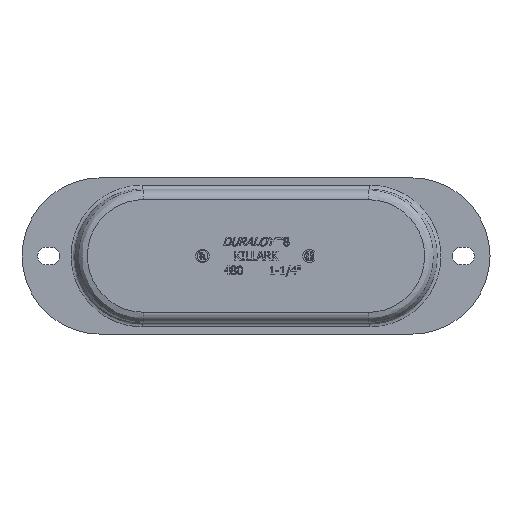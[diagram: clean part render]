
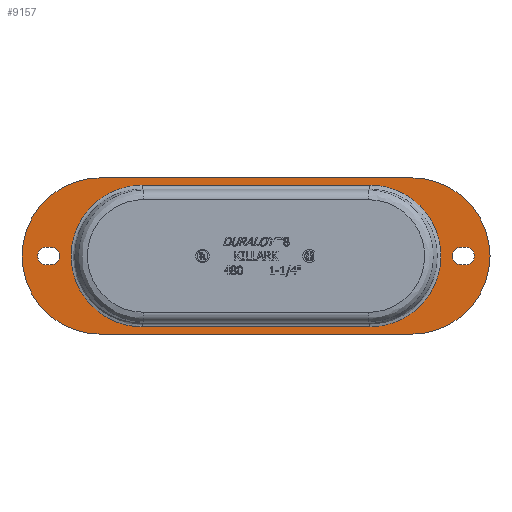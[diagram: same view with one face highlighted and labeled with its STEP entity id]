
A CAD part, top view. The second image highlights one B-rep face of the part: STEP entity #9157.
In plain terms, the highlighted planar face has unit normal (0, 0, 1).
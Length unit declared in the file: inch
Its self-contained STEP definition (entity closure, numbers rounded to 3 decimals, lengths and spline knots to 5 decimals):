
#357=B_SPLINE_CURVE_WITH_KNOTS('',3,(#15687,#15688,#15689,#15690,#15691,
#15692,#15693,#15694,#15695,#15696,#15697),.UNSPECIFIED.,.F.,.F.,(4,1,1,
1,1,1,1,1,4),(-7.88851,-6.76158,-5.63465,-4.50772,
-3.38079,-2.25386,-1.12693,-0.56346,
0.),.UNSPECIFIED.);
#359=B_SPLINE_CURVE_WITH_KNOTS('',3,(#15780,#15781,#15782,#15783,#15784,
#15785,#15786,#15787,#15788,#15789,#15790,#15791),.UNSPECIFIED.,.F.,.F.,
(4,1,1,1,1,1,1,1,1,4),(-7.88851,-6.76158,-5.63465,
-4.50772,-3.38079,-2.81732,-2.25386,
-1.12693,-0.56346,0.),
 .UNSPECIFIED.);
#420=FACE_BOUND('',#1731,.T.);
#421=FACE_BOUND('',#1732,.T.);
#422=FACE_BOUND('',#1733,.T.);
#738=PLANE('',#9590);
#1202=FACE_OUTER_BOUND('',#1730,.T.);
#1730=EDGE_LOOP('',(#8135,#8136,#8137,#8138));
#1731=EDGE_LOOP('',(#8139,#8140,#8141,#8142));
#1732=EDGE_LOOP('',(#8143,#8144,#8145,#8146));
#1733=EDGE_LOOP('',(#8147,#8148,#8149,#8150));
#2639=LINE('',#15146,#3576);
#2643=LINE('',#15156,#3580);
#2647=LINE('',#15170,#3584);
#2651=LINE('',#15180,#3588);
#2666=LINE('',#15715,#3603);
#2668=LINE('',#15805,#3605);
#2674=LINE('',#15842,#3611);
#2675=LINE('',#15845,#3612);
#3576=VECTOR('',#11229,0.3937);
#3580=VECTOR('',#11241,0.3937);
#3584=VECTOR('',#11253,0.3937);
#3588=VECTOR('',#11265,0.3937);
#3603=VECTOR('',#11324,0.3937);
#3605=VECTOR('',#11330,0.3937);
#3611=VECTOR('',#11342,0.3937);
#3612=VECTOR('',#11345,0.3937);
#3656=CIRCLE('',#9551,0.1225);
#3658=CIRCLE('',#9555,0.1225);
#3660=CIRCLE('',#9559,0.1225);
#3662=CIRCLE('',#9563,0.1225);
#3677=CIRCLE('',#9591,1.09508);
#3678=CIRCLE('',#9592,1.09508);
#4451=VERTEX_POINT('',#15137);
#4452=VERTEX_POINT('',#15139);
#4454=VERTEX_POINT('',#15145);
#4456=VERTEX_POINT('',#15151);
#4459=VERTEX_POINT('',#15161);
#4460=VERTEX_POINT('',#15163);
#4462=VERTEX_POINT('',#15169);
#4464=VERTEX_POINT('',#15175);
#4486=VERTEX_POINT('',#15684);
#4487=VERTEX_POINT('',#15686);
#4490=VERTEX_POINT('',#15713);
#4492=VERTEX_POINT('',#15778);
#4496=VERTEX_POINT('',#15838);
#4497=VERTEX_POINT('',#15839);
#4498=VERTEX_POINT('',#15841);
#4499=VERTEX_POINT('',#15843);
#5646=EDGE_CURVE('',#4452,#4451,#3656,.T.);
#5649=EDGE_CURVE('',#4454,#4452,#2639,.T.);
#5652=EDGE_CURVE('',#4456,#4454,#3658,.T.);
#5655=EDGE_CURVE('',#4451,#4456,#2643,.T.);
#5658=EDGE_CURVE('',#4460,#4459,#3660,.T.);
#5661=EDGE_CURVE('',#4462,#4460,#2647,.T.);
#5664=EDGE_CURVE('',#4464,#4462,#3662,.T.);
#5667=EDGE_CURVE('',#4459,#4464,#2651,.T.);
#5701=EDGE_CURVE('',#4486,#4487,#357,.T.);
#5705=EDGE_CURVE('',#4490,#4486,#2666,.T.);
#5708=EDGE_CURVE('',#4492,#4490,#359,.T.);
#5710=EDGE_CURVE('',#4487,#4492,#2668,.T.);
#5717=EDGE_CURVE('',#4496,#4497,#3677,.T.);
#5718=EDGE_CURVE('',#4498,#4496,#2674,.T.);
#5719=EDGE_CURVE('',#4499,#4498,#3678,.T.);
#5720=EDGE_CURVE('',#4497,#4499,#2675,.T.);
#8135=ORIENTED_EDGE('',*,*,#5717,.F.);
#8136=ORIENTED_EDGE('',*,*,#5718,.F.);
#8137=ORIENTED_EDGE('',*,*,#5719,.F.);
#8138=ORIENTED_EDGE('',*,*,#5720,.F.);
#8139=ORIENTED_EDGE('',*,*,#5652,.T.);
#8140=ORIENTED_EDGE('',*,*,#5649,.T.);
#8141=ORIENTED_EDGE('',*,*,#5646,.T.);
#8142=ORIENTED_EDGE('',*,*,#5655,.T.);
#8143=ORIENTED_EDGE('',*,*,#5664,.T.);
#8144=ORIENTED_EDGE('',*,*,#5661,.T.);
#8145=ORIENTED_EDGE('',*,*,#5658,.T.);
#8146=ORIENTED_EDGE('',*,*,#5667,.T.);
#8147=ORIENTED_EDGE('',*,*,#5701,.F.);
#8148=ORIENTED_EDGE('',*,*,#5705,.F.);
#8149=ORIENTED_EDGE('',*,*,#5708,.F.);
#8150=ORIENTED_EDGE('',*,*,#5710,.F.);
#9157=ADVANCED_FACE('',(#1202,#420,#421,#422),#738,.T.);
#9551=AXIS2_PLACEMENT_3D('',#15140,#11223,#11224);
#9555=AXIS2_PLACEMENT_3D('',#15152,#11235,#11236);
#9559=AXIS2_PLACEMENT_3D('',#15164,#11247,#11248);
#9563=AXIS2_PLACEMENT_3D('',#15176,#11259,#11260);
#9590=AXIS2_PLACEMENT_3D('',#15837,#11338,#11339);
#9591=AXIS2_PLACEMENT_3D('',#15840,#11340,#11341);
#9592=AXIS2_PLACEMENT_3D('',#15844,#11343,#11344);
#11223=DIRECTION('center_axis',(0.,0.,-1.));
#11224=DIRECTION('ref_axis',(0.,1.,0.));
#11229=DIRECTION('',(1.,0.,0.));
#11235=DIRECTION('center_axis',(0.,0.,-1.));
#11236=DIRECTION('ref_axis',(0.,-1.,0.));
#11241=DIRECTION('',(-1.,0.,0.));
#11247=DIRECTION('center_axis',(0.,0.,-1.));
#11248=DIRECTION('ref_axis',(0.,-1.,0.));
#11253=DIRECTION('',(1.,0.,0.));
#11259=DIRECTION('center_axis',(0.,0.,-1.));
#11260=DIRECTION('ref_axis',(0.,1.,0.));
#11265=DIRECTION('',(-1.,0.,0.));
#11324=DIRECTION('',(-1.,0.,0.));
#11330=DIRECTION('',(1.,0.,0.));
#11338=DIRECTION('center_axis',(0.,0.,1.));
#11339=DIRECTION('ref_axis',(1.,0.,0.));
#11340=DIRECTION('center_axis',(0.,0.,-1.));
#11341=DIRECTION('ref_axis',(0.,1.,0.));
#11342=DIRECTION('',(1.,0.,0.));
#11343=DIRECTION('center_axis',(0.,0.,-1.));
#11344=DIRECTION('ref_axis',(0.,-1.,0.));
#11345=DIRECTION('',(-1.,0.,0.));
#15137=CARTESIAN_POINT('',(-2.86994,-0.1225,0.07874));
#15139=CARTESIAN_POINT('',(-2.86994,0.1225,0.07874));
#15140=CARTESIAN_POINT('Origin',(-2.86994,0.,0.07874));
#15145=CARTESIAN_POINT('',(-2.9399,0.1225,0.07874));
#15146=CARTESIAN_POINT('',(-1.43497,0.1225,0.07874));
#15151=CARTESIAN_POINT('',(-2.9399,-0.1225,0.07874));
#15152=CARTESIAN_POINT('Origin',(-2.9399,0.,
0.07874));
#15156=CARTESIAN_POINT('',(-1.46995,-0.1225,0.07874));
#15161=CARTESIAN_POINT('',(2.9399,-0.1225,0.07874));
#15163=CARTESIAN_POINT('',(2.9399,0.1225,0.07874));
#15164=CARTESIAN_POINT('Origin',(2.9399,0.,
0.07874));
#15169=CARTESIAN_POINT('',(2.86994,0.1225,0.07874));
#15170=CARTESIAN_POINT('',(1.46995,0.1225,0.07874));
#15175=CARTESIAN_POINT('',(2.86994,-0.1225,0.07874));
#15176=CARTESIAN_POINT('Origin',(2.86994,0.,
0.07874));
#15180=CARTESIAN_POINT('',(1.43497,-0.1225,0.07874));
#15684=CARTESIAN_POINT('',(-1.5961,0.99216,0.07874));
#15686=CARTESIAN_POINT('',(-1.5961,-0.99216,0.07874));
#15687=CARTESIAN_POINT('Ctrl Pts',(-1.5961,0.99216,
0.07874));
#15688=CARTESIAN_POINT('Ctrl Pts',(-1.74399,0.99216,
0.07874));
#15689=CARTESIAN_POINT('Ctrl Pts',(-2.04004,0.92548,
0.07874));
#15690=CARTESIAN_POINT('Ctrl Pts',(-2.39969,0.64111,
0.07874));
#15691=CARTESIAN_POINT('Ctrl Pts',(-2.59851,0.22865,
0.07874));
#15692=CARTESIAN_POINT('Ctrl Pts',(-2.59926,-0.22634,
0.07874));
#15693=CARTESIAN_POINT('Ctrl Pts',(-2.40091,-0.63928,
0.07874));
#15694=CARTESIAN_POINT('Ctrl Pts',(-2.10224,-0.87677,
0.07874));
#15695=CARTESIAN_POINT('Ctrl Pts',(-1.81982,-0.97529,
0.07874));
#15696=CARTESIAN_POINT('Ctrl Pts',(-1.67005,-0.99216,
0.07874));
#15697=CARTESIAN_POINT('Ctrl Pts',(-1.5961,-0.99216,
0.07874));
#15713=CARTESIAN_POINT('',(1.5961,0.99216,0.07874));
#15715=CARTESIAN_POINT('',(-0.80482,0.99216,0.07874));
#15778=CARTESIAN_POINT('',(1.5961,-0.99216,0.07874));
#15780=CARTESIAN_POINT('Ctrl Pts',(1.5961,-0.99216,
0.07874));
#15781=CARTESIAN_POINT('Ctrl Pts',(1.74399,-0.99216,
0.07874));
#15782=CARTESIAN_POINT('Ctrl Pts',(2.04013,-0.92555,
0.07874));
#15783=CARTESIAN_POINT('Ctrl Pts',(2.39939,-0.64111,
0.07874));
#15784=CARTESIAN_POINT('Ctrl Pts',(2.59894,-0.22873,
0.07874));
#15785=CARTESIAN_POINT('Ctrl Pts',(2.59873,0.1508,0.07874));
#15786=CARTESIAN_POINT('Ctrl Pts',(2.5004,0.43255,0.07874));
#15787=CARTESIAN_POINT('Ctrl Pts',(2.34128,0.68676,0.07874));
#15788=CARTESIAN_POINT('Ctrl Pts',(2.10201,0.87691,0.07874));
#15789=CARTESIAN_POINT('Ctrl Pts',(1.8198,0.97529,0.07874));
#15790=CARTESIAN_POINT('Ctrl Pts',(1.67005,0.99216,0.07874));
#15791=CARTESIAN_POINT('Ctrl Pts',(1.5961,0.99216,0.07874));
#15805=CARTESIAN_POINT('',(0.80482,-0.99216,0.07874));
#15837=CARTESIAN_POINT('Origin',(0.,0.,0.07874));
#15838=CARTESIAN_POINT('',(2.18484,1.09508,0.07874));
#15839=CARTESIAN_POINT('',(2.18484,-1.09508,0.07874));
#15840=CARTESIAN_POINT('Origin',(2.18484,0.,0.07874));
#15841=CARTESIAN_POINT('',(-2.18484,1.09508,0.07874));
#15842=CARTESIAN_POINT('',(-2.18484,1.09508,0.07874));
#15843=CARTESIAN_POINT('',(-2.18484,-1.09508,0.07874));
#15844=CARTESIAN_POINT('Origin',(-2.18484,0.,0.07874));
#15845=CARTESIAN_POINT('',(2.18484,-1.09508,0.07874));
